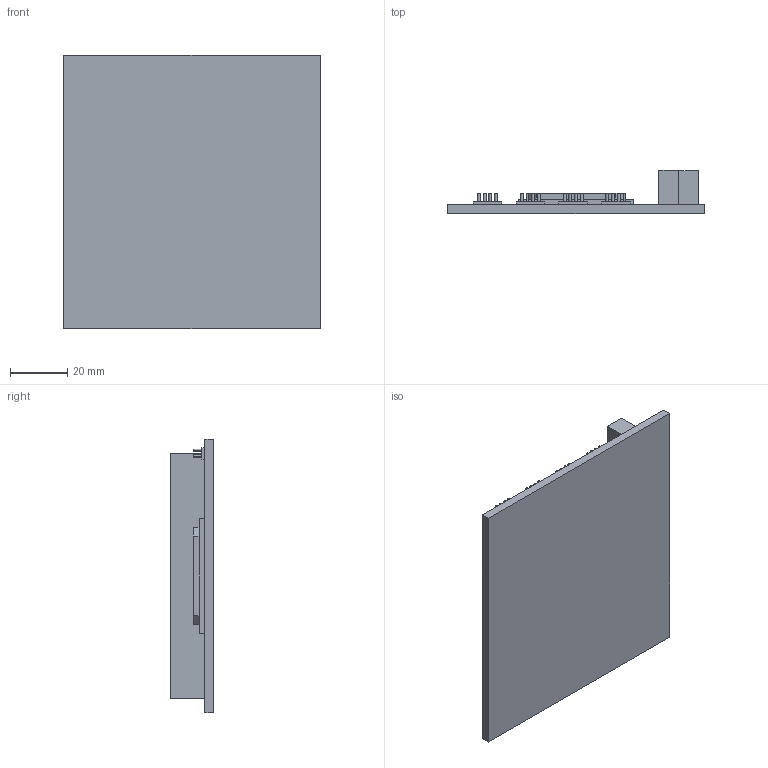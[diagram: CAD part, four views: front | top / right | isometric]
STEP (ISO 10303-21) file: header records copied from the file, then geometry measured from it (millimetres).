
FILE_DESCRIPTION (( 'STEP AP203' ), '1' );
FILE_NAME ('CPU_Default_sldprt.STEP', '2020-08-14T00:47:34', ( '' ), ( '' ), 'SwSTEP 2.0', 'SolidWorks 2017', '' );
FILE_SCHEMA (( 'CONFIG_CONTROL_DESIGN' ));
Length unit declared in the file: millimetre
Products named in the file (1): CPU_Default_sldprt
Bounding box: 90 x 15 x 96 mm (x, y, z)
Volume: 40961.7 mm3; surface area: 28922.7 mm2
Topology: 5 solids, 5 shells, 149 faces, 312 edges, 208 vertices
Faces by surface type: plane 85, cylinder 64
Entity records: 4083 total; most frequent: DIRECTION 740, CARTESIAN_POINT 670, ORIENTED_EDGE 624, EDGE_CURVE 312, AXIS2_PLACEMENT_3D 278, VERTEX_POINT 208, VECTOR 184, LINE 184
